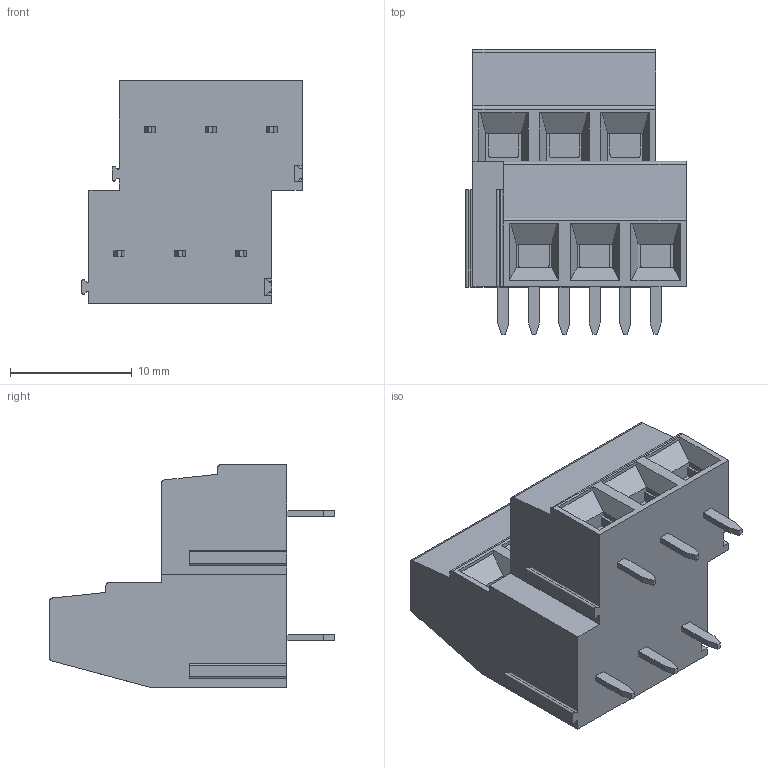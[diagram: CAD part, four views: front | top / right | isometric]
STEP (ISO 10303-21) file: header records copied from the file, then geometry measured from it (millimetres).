
FILE_DESCRIPTION(('STEP AP214'),'1');
FILE_NAME('MVD153-5-V.stp','2021-03-25T15:08:06',(' '),(' '),'Spatial InterOp 3D',' ',' ');
FILE_SCHEMA(('automotive_design'));
Length unit declared in the file: metre
Products named in the file (1): 1
Bounding box: 18.08 x 23.4 x 18.3 mm (x, y, z)
Volume: 3496.7 mm3; surface area: 2227.2 mm2
Topology: 1 solids, 1 shells, 297 faces, 803 edges, 526 vertices
Faces by surface type: plane 241, cylinder 49, cone 6, extrusion 1
Full cylindrical faces by diameter (mm): 3.8 x6, 3.9 x6
Entity records: 11419 total; most frequent: CARTESIAN_POINT 1603, ORIENTED_EDGE 1546, DIRECTION 1486, EDGE_CURVE 773, VECTOR 652, LINE 651, VERTEX_POINT 514, AXIS2_PLACEMENT_3D 417
